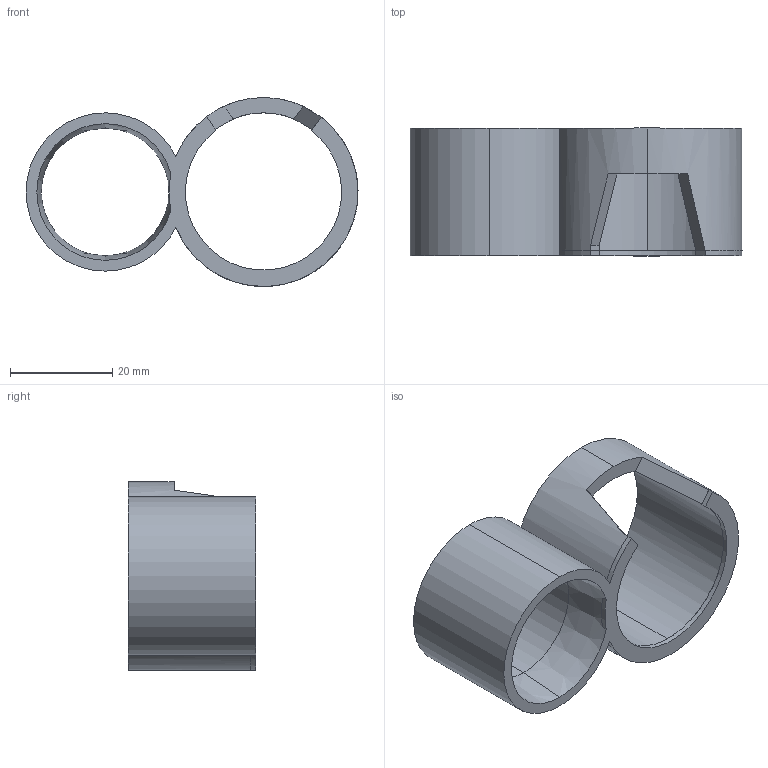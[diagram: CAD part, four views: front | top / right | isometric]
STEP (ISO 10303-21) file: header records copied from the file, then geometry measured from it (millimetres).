
FILE_DESCRIPTION (( 'STEP AP214' ), '1' );
FILE_NAME ('Support_codeur-B.STEP', '2020-03-31T13:44:19', ( '' ), ( '' ), 'SwSTEP 2.0', 'SolidWorks 2016', '' );
FILE_SCHEMA (( 'AUTOMOTIVE_DESIGN' ));
Length unit declared in the file: millimetre
Products named in the file (1): Support_codeur-B
Bounding box: 65.01 x 25 x 37 mm (x, y, z)
Volume: 12681.8 mm3; surface area: 9613.7 mm2
Topology: 1 solids, 1 shells, 31 faces, 82 edges, 52 vertices
Faces by surface type: plane 15, cylinder 14, cone 2
Entity records: 1018 total; most frequent: CARTESIAN_POINT 184, DIRECTION 182, ORIENTED_EDGE 164, EDGE_CURVE 82, AXIS2_PLACEMENT_3D 74, VERTEX_POINT 52, CIRCLE 42, LINE 34
